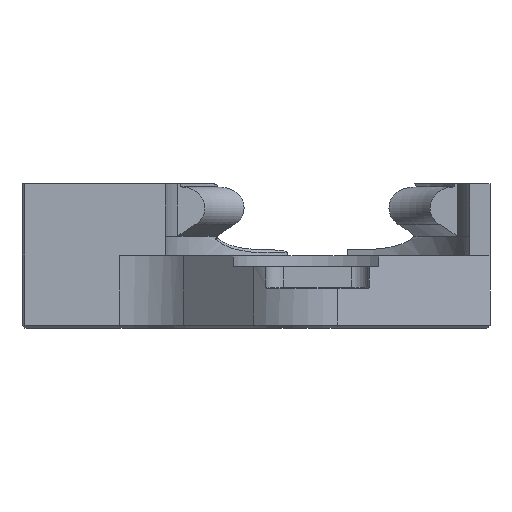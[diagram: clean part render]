
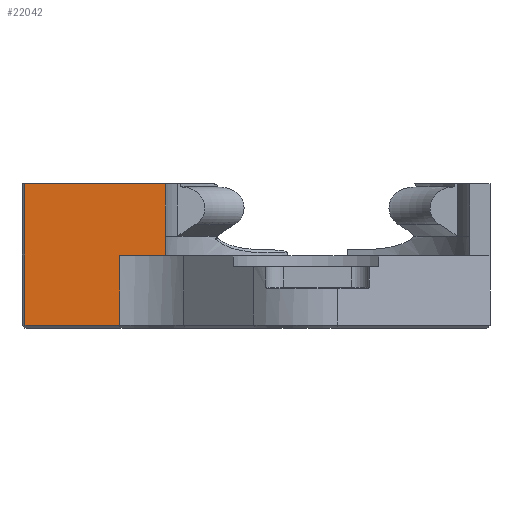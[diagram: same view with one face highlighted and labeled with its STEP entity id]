
A CAD part, front view. The second image highlights one B-rep face of the part: STEP entity #22042.
In plain terms, the highlighted planar face has unit normal (0, -1, 0).
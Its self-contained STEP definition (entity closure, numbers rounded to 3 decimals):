
#7280 = CYLINDRICAL_SURFACE('',#7281,26.);
#7281 = AXIS2_PLACEMENT_3D('',#7282,#7283,#7284);
#7282 = CARTESIAN_POINT('',(0.,-25.5,12.02));
#7283 = DIRECTION('',(0.,0.,1.));
#7284 = DIRECTION('',(0.,1.,0.));
#9645 = VERTEX_POINT('',#9646);
#9646 = CARTESIAN_POINT('',(-48.75,-20.,0.5));
#9653 = PLANE('',#9654);
#9654 = AXIS2_PLACEMENT_3D('',#9655,#9656,#9657);
#9655 = CARTESIAN_POINT('',(-49.25,-19.75,0.25));
#9656 = DIRECTION('',(0.,0.707,0.707));
#9657 = DIRECTION('',(-1.,0.,0.));
#9665 = PLANE('',#9666);
#9666 = AXIS2_PLACEMENT_3D('',#9667,#9668,#9669);
#9667 = CARTESIAN_POINT('',(-49.,-19.75,12.219));
#9668 = DIRECTION('',(0.707,0.707,0.)
  );
#9669 = DIRECTION('',(0.707,-0.707,0.));
#9734 = VERTEX_POINT('',#9735);
#9735 = CARTESIAN_POINT('',(-32.926,-20.,0.5));
#9759 = EDGE_CURVE('',#9645,#9734,#9760,.T.);
#9760 = SURFACE_CURVE('',#9761,(#9765,#9772),.PCURVE_S1.);
#9761 = LINE('',#9762,#9763);
#9762 = CARTESIAN_POINT('',(-49.25,-20.,0.5));
#9763 = VECTOR('',#9764,1.);
#9764 = DIRECTION('',(1.,0.,0.));
#9765 = PCURVE('',#9653,#9766);
#9766 = DEFINITIONAL_REPRESENTATION('',(#9767),#9771);
#9767 = LINE('',#9768,#9769);
#9768 = CARTESIAN_POINT('',(-0.,0.354));
#9769 = VECTOR('',#9770,1.);
#9770 = DIRECTION('',(-1.,0.));
#9771 = ( GEOMETRIC_REPRESENTATION_CONTEXT(2) 
PARAMETRIC_REPRESENTATION_CONTEXT() REPRESENTATION_CONTEXT('2D SPACE',''
  ) );
#9772 = PCURVE('',#9773,#9778);
#9773 = PLANE('',#9774);
#9774 = AXIS2_PLACEMENT_3D('',#9775,#9776,#9777);
#9775 = CARTESIAN_POINT('',(-32.926,-20.,24.02));
#9776 = DIRECTION('',(0.,-1.,0.));
#9777 = DIRECTION('',(0.,0.,-1.));
#9778 = DEFINITIONAL_REPRESENTATION('',(#9779),#9783);
#9779 = LINE('',#9780,#9781);
#9780 = CARTESIAN_POINT('',(23.52,-16.324));
#9781 = VECTOR('',#9782,1.);
#9782 = DIRECTION('',(0.,1.));
#9783 = ( GEOMETRIC_REPRESENTATION_CONTEXT(2) 
PARAMETRIC_REPRESENTATION_CONTEXT() REPRESENTATION_CONTEXT('2D SPACE',''
  ) );
#9858 = CYLINDRICAL_SURFACE('',#9859,15.);
#9859 = AXIS2_PLACEMENT_3D('',#9860,#9861,#9862);
#9860 = CARTESIAN_POINT('',(-32.926,-35.,0.));
#9861 = DIRECTION('',(-0.,-0.,-1.));
#9862 = DIRECTION('',(1.,0.,0.));
#20536 = EDGE_CURVE('',#9734,#20537,#20539,.T.);
#20537 = VERTEX_POINT('',#20538);
#20538 = CARTESIAN_POINT('',(-32.926,-20.,12.02));
#20539 = SURFACE_CURVE('',#20540,(#20544,#20551),.PCURVE_S1.);
#20540 = LINE('',#20541,#20542);
#20541 = CARTESIAN_POINT('',(-32.926,-20.,0.));
#20542 = VECTOR('',#20543,1.);
#20543 = DIRECTION('',(0.,0.,1.));
#20544 = PCURVE('',#9858,#20545);
#20545 = DEFINITIONAL_REPRESENTATION('',(#20546),#20550);
#20546 = LINE('',#20547,#20548);
#20547 = CARTESIAN_POINT('',(-1.571,0.));
#20548 = VECTOR('',#20549,1.);
#20549 = DIRECTION('',(-0.,-1.));
#20550 = ( GEOMETRIC_REPRESENTATION_CONTEXT(2) 
PARAMETRIC_REPRESENTATION_CONTEXT() REPRESENTATION_CONTEXT('2D SPACE',''
  ) );
#20551 = PCURVE('',#9773,#20552);
#20552 = DEFINITIONAL_REPRESENTATION('',(#20553),#20557);
#20553 = LINE('',#20554,#20555);
#20554 = CARTESIAN_POINT('',(24.02,0.));
#20555 = VECTOR('',#20556,1.);
#20556 = DIRECTION('',(-1.,0.));
#20557 = ( GEOMETRIC_REPRESENTATION_CONTEXT(2) 
PARAMETRIC_REPRESENTATION_CONTEXT() REPRESENTATION_CONTEXT('2D SPACE',''
  ) );
#20625 = PLANE('',#20626);
#20626 = AXIS2_PLACEMENT_3D('',#20627,#20628,#20629);
#20627 = CARTESIAN_POINT('',(-61.919,-20.,12.02));
#20628 = DIRECTION('',(0.,0.,1.));
#20629 = DIRECTION('',(1.,0.,0.));
#20645 = EDGE_CURVE('',#9645,#20646,#20648,.T.);
#20646 = VERTEX_POINT('',#20647);
#20647 = CARTESIAN_POINT('',(-48.75,-20.,24.02));
#20648 = SURFACE_CURVE('',#20649,(#20653,#20660),.PCURVE_S1.);
#20649 = LINE('',#20650,#20651);
#20650 = CARTESIAN_POINT('',(-48.75,-20.,12.02));
#20651 = VECTOR('',#20652,1.);
#20652 = DIRECTION('',(0.,0.,1.));
#20653 = PCURVE('',#9665,#20654);
#20654 = DEFINITIONAL_REPRESENTATION('',(#20655),#20659);
#20655 = LINE('',#20656,#20657);
#20656 = CARTESIAN_POINT('',(0.354,0.199));
#20657 = VECTOR('',#20658,1.);
#20658 = DIRECTION('',(0.,-1.));
#20659 = ( GEOMETRIC_REPRESENTATION_CONTEXT(2) 
PARAMETRIC_REPRESENTATION_CONTEXT() REPRESENTATION_CONTEXT('2D SPACE',''
  ) );
#20660 = PCURVE('',#9773,#20661);
#20661 = DEFINITIONAL_REPRESENTATION('',(#20662),#20666);
#20662 = LINE('',#20663,#20664);
#20663 = CARTESIAN_POINT('',(12.,-15.824));
#20664 = VECTOR('',#20665,1.);
#20665 = DIRECTION('',(-1.,0.));
#20666 = ( GEOMETRIC_REPRESENTATION_CONTEXT(2) 
PARAMETRIC_REPRESENTATION_CONTEXT() REPRESENTATION_CONTEXT('2D SPACE',''
  ) );
#20684 = PLANE('',#20685);
#20685 = AXIS2_PLACEMENT_3D('',#20686,#20687,#20688);
#20686 = CARTESIAN_POINT('',(-22.32,-24.393,
    24.02));
#20687 = DIRECTION('',(0.,0.,-1.));
#20688 = DIRECTION('',(-1.,0.,0.));
#22042 = ADVANCED_FACE('',(#22043),#9773,.T.);
#22043 = FACE_BOUND('',#22044,.T.);
#22044 = EDGE_LOOP('',(#22045,#22068,#22069,#22070,#22071,#22094,#22117)
  );
#22045 = ORIENTED_EDGE('',*,*,#22046,.F.);
#22046 = EDGE_CURVE('',#20646,#22047,#22049,.T.);
#22047 = VERTEX_POINT('',#22048);
#22048 = CARTESIAN_POINT('',(-25.412,-20.,24.02));
#22049 = SURFACE_CURVE('',#22050,(#22054,#22061),.PCURVE_S1.);
#22050 = LINE('',#22051,#22052);
#22051 = CARTESIAN_POINT('',(-61.919,-20.,24.02));
#22052 = VECTOR('',#22053,1.);
#22053 = DIRECTION('',(1.,0.,0.));
#22054 = PCURVE('',#9773,#22055);
#22055 = DEFINITIONAL_REPRESENTATION('',(#22056),#22060);
#22056 = LINE('',#22057,#22058);
#22057 = CARTESIAN_POINT('',(0.,-28.993));
#22058 = VECTOR('',#22059,1.);
#22059 = DIRECTION('',(0.,1.));
#22060 = ( GEOMETRIC_REPRESENTATION_CONTEXT(2) 
PARAMETRIC_REPRESENTATION_CONTEXT() REPRESENTATION_CONTEXT('2D SPACE',''
  ) );
#22061 = PCURVE('',#20684,#22062);
#22062 = DEFINITIONAL_REPRESENTATION('',(#22063),#22067);
#22063 = LINE('',#22064,#22065);
#22064 = CARTESIAN_POINT('',(39.599,4.393));
#22065 = VECTOR('',#22066,1.);
#22066 = DIRECTION('',(-1.,0.));
#22067 = ( GEOMETRIC_REPRESENTATION_CONTEXT(2) 
PARAMETRIC_REPRESENTATION_CONTEXT() REPRESENTATION_CONTEXT('2D SPACE',''
  ) );
#22068 = ORIENTED_EDGE('',*,*,#20645,.F.);
#22069 = ORIENTED_EDGE('',*,*,#9759,.T.);
#22070 = ORIENTED_EDGE('',*,*,#20536,.T.);
#22071 = ORIENTED_EDGE('',*,*,#22072,.T.);
#22072 = EDGE_CURVE('',#20537,#22073,#22075,.T.);
#22073 = VERTEX_POINT('',#22074);
#22074 = CARTESIAN_POINT('',(-25.412,-20.,12.02));
#22075 = SURFACE_CURVE('',#22076,(#22080,#22087),.PCURVE_S1.);
#22076 = LINE('',#22077,#22078);
#22077 = CARTESIAN_POINT('',(-61.919,-20.,12.02));
#22078 = VECTOR('',#22079,1.);
#22079 = DIRECTION('',(1.,0.,0.));
#22080 = PCURVE('',#9773,#22081);
#22081 = DEFINITIONAL_REPRESENTATION('',(#22082),#22086);
#22082 = LINE('',#22083,#22084);
#22083 = CARTESIAN_POINT('',(12.,-28.993));
#22084 = VECTOR('',#22085,1.);
#22085 = DIRECTION('',(0.,1.));
#22086 = ( GEOMETRIC_REPRESENTATION_CONTEXT(2) 
PARAMETRIC_REPRESENTATION_CONTEXT() REPRESENTATION_CONTEXT('2D SPACE',''
  ) );
#22087 = PCURVE('',#20625,#22088);
#22088 = DEFINITIONAL_REPRESENTATION('',(#22089),#22093);
#22089 = LINE('',#22090,#22091);
#22090 = CARTESIAN_POINT('',(0.,0.));
#22091 = VECTOR('',#22092,1.);
#22092 = DIRECTION('',(1.,0.));
#22093 = ( GEOMETRIC_REPRESENTATION_CONTEXT(2) 
PARAMETRIC_REPRESENTATION_CONTEXT() REPRESENTATION_CONTEXT('2D SPACE',''
  ) );
#22094 = ORIENTED_EDGE('',*,*,#22095,.T.);
#22095 = EDGE_CURVE('',#22073,#22096,#22098,.T.);
#22096 = VERTEX_POINT('',#22097);
#22097 = CARTESIAN_POINT('',(-25.412,-20.,15.329));
#22098 = SURFACE_CURVE('',#22099,(#22103,#22110),.PCURVE_S1.);
#22099 = LINE('',#22100,#22101);
#22100 = CARTESIAN_POINT('',(-25.412,-20.,12.02));
#22101 = VECTOR('',#22102,1.);
#22102 = DIRECTION('',(0.,0.,1.));
#22103 = PCURVE('',#9773,#22104);
#22104 = DEFINITIONAL_REPRESENTATION('',(#22105),#22109);
#22105 = LINE('',#22106,#22107);
#22106 = CARTESIAN_POINT('',(12.,7.515));
#22107 = VECTOR('',#22108,1.);
#22108 = DIRECTION('',(-1.,0.));
#22109 = ( GEOMETRIC_REPRESENTATION_CONTEXT(2) 
PARAMETRIC_REPRESENTATION_CONTEXT() REPRESENTATION_CONTEXT('2D SPACE',''
  ) );
#22110 = PCURVE('',#7280,#22111);
#22111 = DEFINITIONAL_REPRESENTATION('',(#22112),#22116);
#22112 = LINE('',#22113,#22114);
#22113 = CARTESIAN_POINT('',(-4.926,0.));
#22114 = VECTOR('',#22115,1.);
#22115 = DIRECTION('',(-0.,1.));
#22116 = ( GEOMETRIC_REPRESENTATION_CONTEXT(2) 
PARAMETRIC_REPRESENTATION_CONTEXT() REPRESENTATION_CONTEXT('2D SPACE',''
  ) );
#22117 = ORIENTED_EDGE('',*,*,#22118,.T.);
#22118 = EDGE_CURVE('',#22096,#22047,#22119,.T.);
#22119 = SURFACE_CURVE('',#22120,(#22124,#22131),.PCURVE_S1.);
#22120 = LINE('',#22121,#22122);
#22121 = CARTESIAN_POINT('',(-25.412,-20.,24.02));
#22122 = VECTOR('',#22123,1.);
#22123 = DIRECTION('',(0.,0.,1.));
#22124 = PCURVE('',#9773,#22125);
#22125 = DEFINITIONAL_REPRESENTATION('',(#22126),#22130);
#22126 = LINE('',#22127,#22128);
#22127 = CARTESIAN_POINT('',(0.,7.515));
#22128 = VECTOR('',#22129,1.);
#22129 = DIRECTION('',(-1.,0.));
#22130 = ( GEOMETRIC_REPRESENTATION_CONTEXT(2) 
PARAMETRIC_REPRESENTATION_CONTEXT() REPRESENTATION_CONTEXT('2D SPACE',''
  ) );
#22131 = PCURVE('',#22132,#22137);
#22132 = CYLINDRICAL_SURFACE('',#22133,26.);
#22133 = AXIS2_PLACEMENT_3D('',#22134,#22135,#22136);
#22134 = CARTESIAN_POINT('',(0.,-25.5,24.02)
  );
#22135 = DIRECTION('',(0.,0.,1.));
#22136 = DIRECTION('',(1.,0.,0.));
#22137 = DEFINITIONAL_REPRESENTATION('',(#22138),#22142);
#22138 = LINE('',#22139,#22140);
#22139 = CARTESIAN_POINT('',(2.928,0.));
#22140 = VECTOR('',#22141,1.);
#22141 = DIRECTION('',(0.,1.));
#22142 = ( GEOMETRIC_REPRESENTATION_CONTEXT(2) 
PARAMETRIC_REPRESENTATION_CONTEXT() REPRESENTATION_CONTEXT('2D SPACE',''
  ) );
